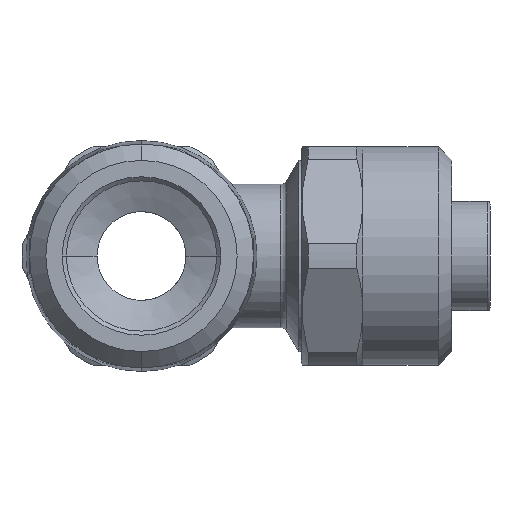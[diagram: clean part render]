
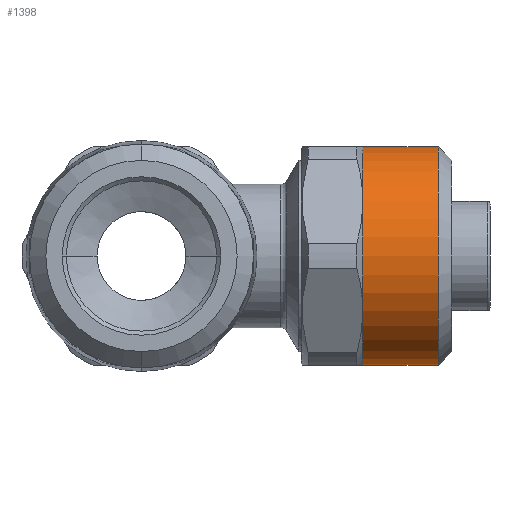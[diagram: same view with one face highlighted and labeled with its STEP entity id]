
A CAD part, front view. The second image highlights one B-rep face of the part: STEP entity #1398.
In plain terms, the highlighted cylindrical face has radius 8 mm (diameter 16 mm), a partial arc.
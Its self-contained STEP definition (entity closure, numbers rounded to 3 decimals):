
#64 = AXIS2_PLACEMENT_3D ( 'NONE', #6215, #6216, #6217 ) ;
#252 = CARTESIAN_POINT ( 'NONE',  ( 16.2, 0., 8. ) ) ;
#253 = CARTESIAN_POINT ( 'NONE',  ( 21.7, 0., -8. ) ) ;
#254 = CARTESIAN_POINT ( 'NONE',  ( 21.7, 0., 8. ) ) ;
#1008 = ORIENTED_EDGE ( 'NONE', *, *, #3983, .T. ) ;
#1009 = ORIENTED_EDGE ( 'NONE', *, *, #3980, .F. ) ;
#1010 = ORIENTED_EDGE ( 'NONE', *, *, #3981, .T. ) ;
#1011 = ORIENTED_EDGE ( 'NONE', *, *, #3979, .F. ) ;
#1012 = ORIENTED_EDGE ( 'NONE', *, *, #3978, .F. ) ;
#1013 = ORIENTED_EDGE ( 'NONE', *, *, #3977, .F. ) ;
#1038 = VERTEX_POINT ( 'NONE', #254 ) ;
#1039 = VERTEX_POINT ( 'NONE', #253 ) ;
#1040 = VERTEX_POINT ( 'NONE', #252 ) ;
#1041 = VERTEX_POINT ( 'NONE', #4219 ) ;
#1042 = VERTEX_POINT ( 'NONE', #4218 ) ;
#1043 = VERTEX_POINT ( 'NONE', #4217 ) ;
#1398 = ADVANCED_FACE ( 'NONE', ( #7365 ), #7366, .T. ) ;
#1498 = CIRCLE ( 'NONE', #1502, 8. ) ;
#1501 = VECTOR ( 'NONE', #2355, 1000. ) ;
#1502 = AXIS2_PLACEMENT_3D ( 'NONE', #2356, #2357, #2358 ) ;
#1503 = CIRCLE ( 'NONE', #1504, 8. ) ;
#1504 = AXIS2_PLACEMENT_3D ( 'NONE', #2359, #2360, #2361 ) ;
#1505 = CIRCLE ( 'NONE', #1506, 8. ) ;
#1506 = AXIS2_PLACEMENT_3D ( 'NONE', #2362, #2363, #2364 ) ;
#1507 = CIRCLE ( 'NONE', #1511, 8. ) ;
#1508 = VECTOR ( 'NONE', #2366, 1000. ) ;
#1511 = AXIS2_PLACEMENT_3D ( 'NONE', #2369, #2370, #2371 ) ;
#1627 = EDGE_LOOP ( 'NONE', ( #1008, #1010, #1009, #1011, #1012, #1013 ) ) ;
#2354 = CARTESIAN_POINT ( 'NONE',  ( 8.487, 0., -8. ) ) ;
#2355 = DIRECTION ( 'NONE',  ( -1., 0., 0. ) ) ;
#2356 = CARTESIAN_POINT ( 'NONE',  ( 16.2, 0., 0. ) ) ;
#2357 = DIRECTION ( 'NONE',  ( -1., 0., 0. ) ) ;
#2358 = DIRECTION ( 'NONE',  ( 0., 0., -1. ) ) ;
#2359 = CARTESIAN_POINT ( 'NONE',  ( 16.2, 0., 0. ) ) ;
#2360 = DIRECTION ( 'NONE',  ( -1., 0., 0. ) ) ;
#2361 = DIRECTION ( 'NONE',  ( 0., 0., -1. ) ) ;
#2362 = CARTESIAN_POINT ( 'NONE',  ( 16.2, 0., 0. ) ) ;
#2363 = DIRECTION ( 'NONE',  ( -1., 0., 0. ) ) ;
#2364 = DIRECTION ( 'NONE',  ( 0., 0., -1. ) ) ;
#2365 = CARTESIAN_POINT ( 'NONE',  ( 8.487, 0., 8. ) ) ;
#2366 = DIRECTION ( 'NONE',  ( -1., 0., 0. ) ) ;
#2369 = CARTESIAN_POINT ( 'NONE',  ( 21.7, 0., 0. ) ) ;
#2370 = DIRECTION ( 'NONE',  ( -1., 0., 0. ) ) ;
#2371 = DIRECTION ( 'NONE',  ( 0., 0., -1. ) ) ;
#3977 = EDGE_CURVE ( 'NONE', #1039, #1043, #5694, .T. ) ;
#3978 = EDGE_CURVE ( 'NONE', #1043, #1042, #1498, .T. ) ;
#3979 = EDGE_CURVE ( 'NONE', #1042, #1041, #1503, .T. ) ;
#3980 = EDGE_CURVE ( 'NONE', #1041, #1040, #1505, .T. ) ;
#3981 = EDGE_CURVE ( 'NONE', #1038, #1040, #5695, .T. ) ;
#3983 = EDGE_CURVE ( 'NONE', #1039, #1038, #1507, .T. ) ;
#4217 = CARTESIAN_POINT ( 'NONE',  ( 16.2, 0., -8. ) ) ;
#4218 = CARTESIAN_POINT ( 'NONE',  ( 16.2, -6.928, -4. ) ) ;
#4219 = CARTESIAN_POINT ( 'NONE',  ( 16.2, -6.928, 4. ) ) ;
#5694 = LINE ( 'NONE', #2354, #1501 ) ;
#5695 = LINE ( 'NONE', #2365, #1508 ) ;
#6215 = CARTESIAN_POINT ( 'NONE',  ( 8.487, 0., 0. ) ) ;
#6216 = DIRECTION ( 'NONE',  ( -1., 0., 0. ) ) ;
#6217 = DIRECTION ( 'NONE',  ( 0., 0., -1. ) ) ;
#7365 = FACE_OUTER_BOUND ( 'NONE', #1627, .T. ) ;
#7366 = CYLINDRICAL_SURFACE ( 'NONE', #64, 8. ) ;
